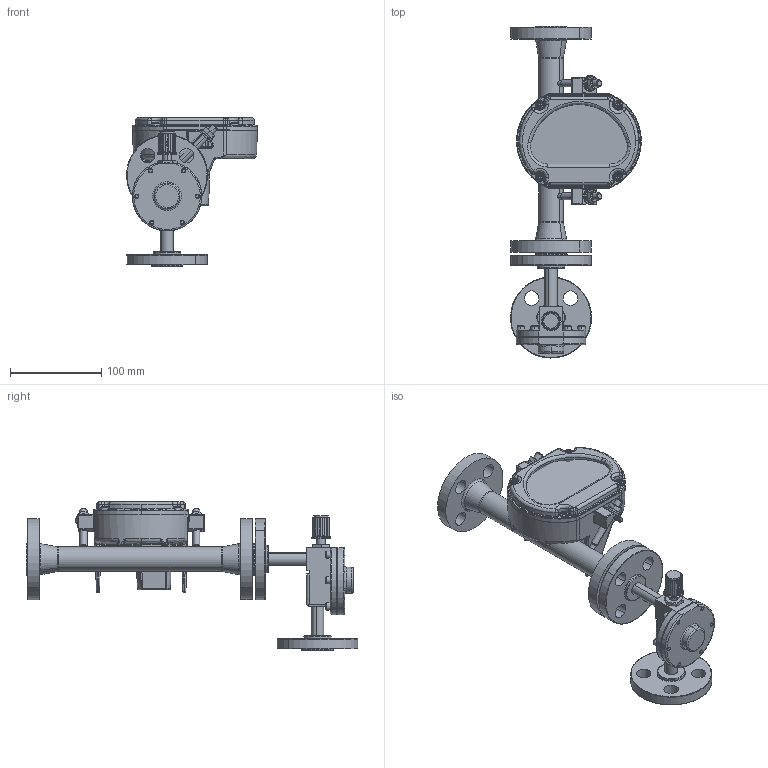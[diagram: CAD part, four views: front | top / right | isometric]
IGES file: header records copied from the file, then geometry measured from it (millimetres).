
Start section: SolidWorks IGES file using analytic representation for surfaces
Global section: file name: 3809G-A-02-F-1-A-0-F.IGS; native system: SolidWorks 2019; preprocessor: SolidWorks 2019; author: CFehr; date: 200326.180854; units: inch
Bounding box: 143.62 x 364.4 x 163.09 mm (x, y, z)
Volume: 876036.6 mm3; surface area: 261651.7 mm2
Topology: 27 solids, 37 shells, 1573 faces, 15985 edges, 14639 vertices
Faces by surface type: revolution 797, bspline 478, plane 298
